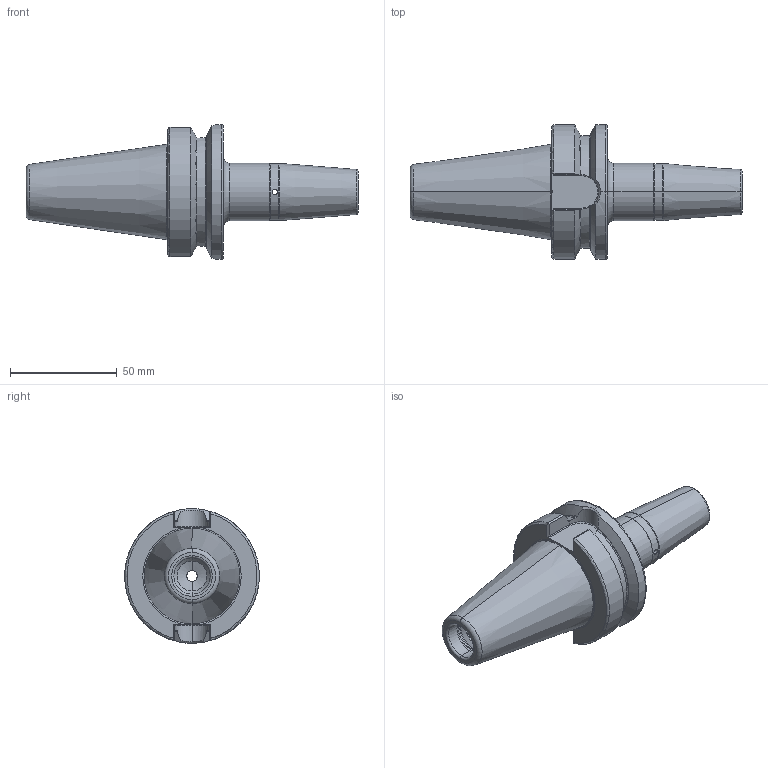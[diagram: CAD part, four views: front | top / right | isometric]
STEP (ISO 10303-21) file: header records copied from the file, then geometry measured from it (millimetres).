
FILE_DESCRIPTION (( 'STEP AP203' ), '1' );
FILE_NAME ('BT40A265A08090HP1.STEP', '2021-03-12T00:48:48', ( 'user' ), ( '' ), 'SwSTEP 2.0', 'SolidWorks 2013', '' );
FILE_SCHEMA (( 'CONFIG_CONTROL_DESIGN' ));
Length unit declared in the file: millimetre
Products named in the file (1): BT40A265A08090HP1
Bounding box: 155.4 x 63 x 63 mm (x, y, z)
Volume: 149320.1 mm3; surface area: 29292.3 mm2
Topology: 1 solids, 1 shells, 127 faces, 319 edges, 191 vertices
Faces by surface type: cylinder 45, torus 29, cone 26, plane 25, bspline 2
Entity records: 4190 total; most frequent: CARTESIAN_POINT 1169, ORIENTED_EDGE 638, DIRECTION 613, EDGE_CURVE 319, AXIS2_PLACEMENT_3D 251, VERTEX_POINT 191, EDGE_LOOP 134, FACE_OUTER_BOUND 127
